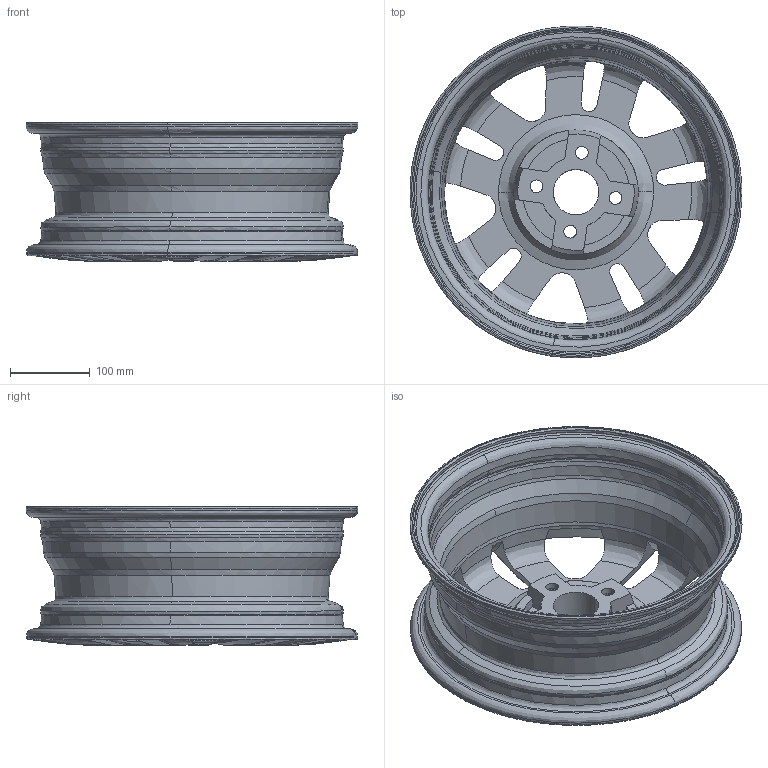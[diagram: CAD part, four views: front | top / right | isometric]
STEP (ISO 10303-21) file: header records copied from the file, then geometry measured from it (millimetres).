
FILE_DESCRIPTION(/* description */ (''),/* implementation_level */ '2;1');
FILE_NAME(/* name */ 'rim',/* time_stamp */ '2017-08-09T13:23:06+02:00',/* author */ (''),/* organization */ (''),/* preprocessor_version */ 'ST-DEVELOPER v15',/* originating_system */ '',/* authorisation */ '');
FILE_SCHEMA (('CONFIG_CONTROL_DESIGN'));
Length unit declared in the file: millimetre
Products named in the file (1): Document
Bounding box: 416.14 x 416.14 x 174.09 mm (x, y, z)
Volume: 2854816.3 mm3; surface area: 662397.1 mm2
Topology: 1 solids, 1 shells, 385 faces, 1220 edges, 820 vertices
Faces by surface type: bspline 360, plane 25
Entity records: 29001 total; most frequent: CARTESIAN_POINT 22285, ORIENTED_EDGE 2440, EDGE_CURVE 1220, VERTEX_POINT 820, B_SPLINE_CURVE_WITH_KNOTS 721, EDGE_LOOP 398, ADVANCED_FACE 385, FACE_OUTER_BOUND 385
